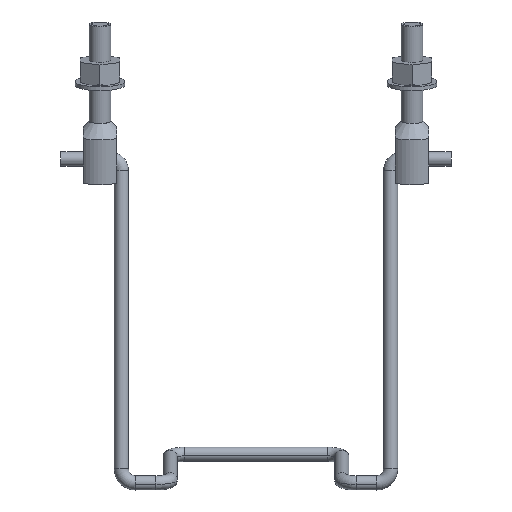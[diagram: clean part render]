
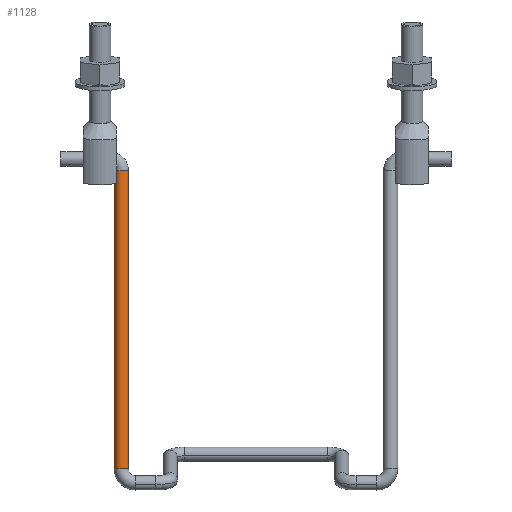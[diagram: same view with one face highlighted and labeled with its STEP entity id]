
A CAD part, top view. The second image highlights one B-rep face of the part: STEP entity #1128.
In plain terms, the highlighted cylindrical face has radius 0.915 mm (diameter 1.83 mm), a partial arc.
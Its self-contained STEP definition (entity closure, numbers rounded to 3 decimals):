
#16 = AXIS2_PLACEMENT_3D ( 'NONE', #2840, #1037, #694 ) ;
#179 = CARTESIAN_POINT ( 'NONE',  ( -18.165, 40., 0. ) ) ;
#363 = VERTEX_POINT ( 'NONE', #2424 ) ;
#497 = DIRECTION ( 'NONE',  ( 0., -1., 0. ) ) ;
#545 = CARTESIAN_POINT ( 'NONE',  ( -18.165, 40., 0. ) ) ;
#556 = ORIENTED_EDGE ( 'NONE', *, *, #2737, .T. ) ;
#687 = EDGE_LOOP ( 'NONE', ( #3377, #556, #2388, #3229 ) ) ;
#694 = DIRECTION ( 'NONE',  ( -1., 0., 0. ) ) ;
#1037 = DIRECTION ( 'NONE',  ( 0., 1., 0. ) ) ;
#1089 = AXIS2_PLACEMENT_3D ( 'NONE', #2946, #1452, #2649 ) ;
#1128 = ADVANCED_FACE ( 'NONE', ( #3326 ), #2753, .T. ) ;
#1357 = AXIS2_PLACEMENT_3D ( 'NONE', #2456, #3654, #1833 ) ;
#1452 = DIRECTION ( 'NONE',  ( 0., 1., 0. ) ) ;
#1486 = VERTEX_POINT ( 'NONE', #2168 ) ;
#1664 = VERTEX_POINT ( 'NONE', #545 ) ;
#1774 = CARTESIAN_POINT ( 'NONE',  ( -18.165, 1.8, 0. ) ) ;
#1833 = DIRECTION ( 'NONE',  ( -1., 0., 0. ) ) ;
#1895 = CARTESIAN_POINT ( 'NONE',  ( -16.335, 40., 0. ) ) ;
#2060 = EDGE_CURVE ( 'NONE', #1664, #363, #2214, .T. ) ;
#2074 = VERTEX_POINT ( 'NONE', #1774 ) ;
#2168 = CARTESIAN_POINT ( 'NONE',  ( -16.335, 1.8, 0. ) ) ;
#2214 = CIRCLE ( 'NONE', #1089, 0.915 ) ;
#2388 = ORIENTED_EDGE ( 'NONE', *, *, #3624, .F. ) ;
#2424 = CARTESIAN_POINT ( 'NONE',  ( -16.335, 40., 0. ) ) ;
#2456 = CARTESIAN_POINT ( 'NONE',  ( -17.25, 40., 0. ) ) ;
#2502 = LINE ( 'NONE', #1895, #3754 ) ;
#2649 = DIRECTION ( 'NONE',  ( -1., 0., 0. ) ) ;
#2737 = EDGE_CURVE ( 'NONE', #2074, #1486, #3595, .T. ) ;
#2753 = CYLINDRICAL_SURFACE ( 'NONE', #1357, 0.915 ) ;
#2785 = VECTOR ( 'NONE', #497, 1000. ) ;
#2797 = DIRECTION ( 'NONE',  ( 0., -1., 0. ) ) ;
#2840 = CARTESIAN_POINT ( 'NONE',  ( -17.25, 1.8, 0. ) ) ;
#2880 = LINE ( 'NONE', #179, #2785 ) ;
#2946 = CARTESIAN_POINT ( 'NONE',  ( -17.25, 40., 0. ) ) ;
#3229 = ORIENTED_EDGE ( 'NONE', *, *, #2060, .F. ) ;
#3326 = FACE_OUTER_BOUND ( 'NONE', #687, .T. ) ;
#3377 = ORIENTED_EDGE ( 'NONE', *, *, #3400, .T. ) ;
#3400 = EDGE_CURVE ( 'NONE', #1664, #2074, #2880, .T. ) ;
#3595 = CIRCLE ( 'NONE', #16, 0.915 ) ;
#3624 = EDGE_CURVE ( 'NONE', #363, #1486, #2502, .T. ) ;
#3654 = DIRECTION ( 'NONE',  ( 0., 1., 0. ) ) ;
#3754 = VECTOR ( 'NONE', #2797, 1000. ) ;
